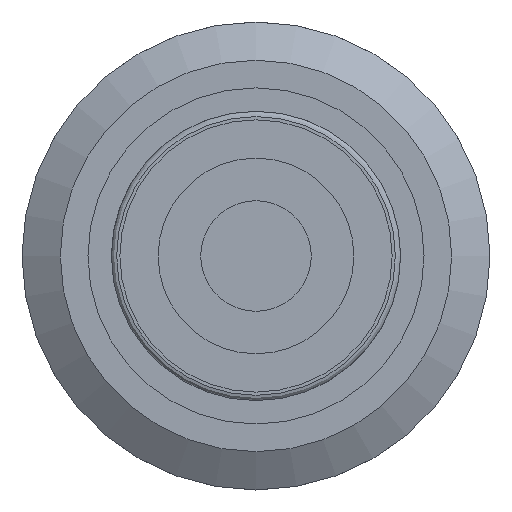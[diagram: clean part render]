
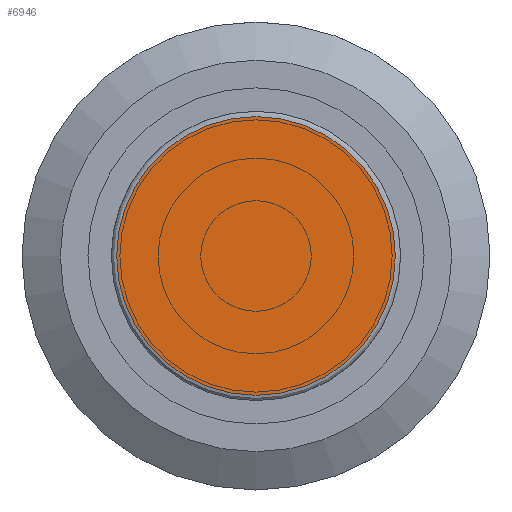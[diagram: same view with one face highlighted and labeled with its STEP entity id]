
A CAD part, top view. The second image highlights one B-rep face of the part: STEP entity #6946.
In plain terms, the highlighted planar face has unit normal (0, 0, 1).
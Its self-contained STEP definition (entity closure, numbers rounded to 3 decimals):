
#535=CIRCLE('',#7663,6.55);
#1017=FACE_OUTER_BOUND('',#1435,.T.);
#1435=EDGE_LOOP('',(#6300));
#3288=VERTEX_POINT('',#13975);
#4298=EDGE_CURVE('',#3288,#3288,#535,.T.);
#6300=ORIENTED_EDGE('',*,*,#4298,.F.);
#6569=PLANE('',#7664);
#6946=ADVANCED_FACE('',(#1017),#6569,.F.);
#7663=AXIS2_PLACEMENT_3D('',#13977,#9621,#9622);
#7664=AXIS2_PLACEMENT_3D('',#13978,#9623,#9624);
#9621=DIRECTION('center_axis',(0.,0.,
-1.));
#9622=DIRECTION('ref_axis',(1.,0.,0.));
#9623=DIRECTION('center_axis',(0.,0.,
-1.));
#9624=DIRECTION('ref_axis',(1.,0.,0.));
#13975=CARTESIAN_POINT('',(-6.55,0.,20.7));
#13977=CARTESIAN_POINT('Origin',(0.,0.,
20.7));
#13978=CARTESIAN_POINT('Origin',(0.,0.,
20.7));
